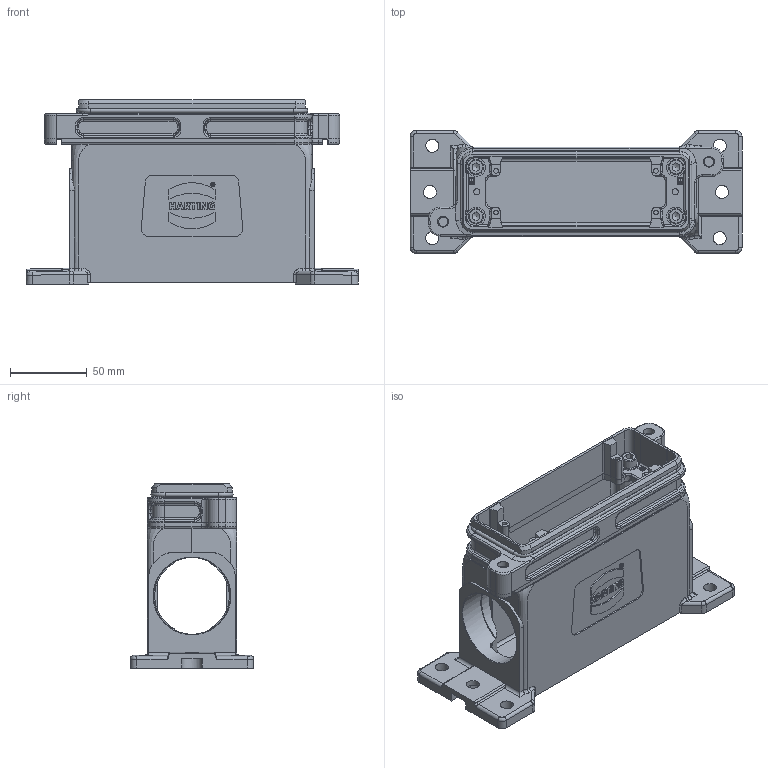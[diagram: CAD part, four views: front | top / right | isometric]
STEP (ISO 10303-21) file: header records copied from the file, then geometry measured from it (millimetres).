
FILE_DESCRIPTION(/* description */ (''),/* implementation_level */ '2;1');
FILE_NAME(/* name */ '100197421ugm000_f.stp',/* time_stamp */ '2022-03-11T15:49:32+01:00',/* author */ (''),/* organization */ (''),/* preprocessor_version */ 'ST-DEVELOPER v16.7',/* originating_system */ 'SIEMENS PLM Software NX 1911',/* authorisation */ '');
FILE_SCHEMA (('AUTOMOTIVE_DESIGN { 1 0 10303 214 3 1 1 1 }'));
Length unit declared in the file: millimetre
Products named in the file (1): 100197421ugm000_f
Bounding box: 216 x 80 x 119.9 mm (x, y, z)
Volume: 396369.9 mm3; surface area: 127947.7 mm2
Topology: 1 solids, 1 shells, 999 faces, 2574 edges, 1614 vertices
Faces by surface type: plane 519, cylinder 258, bspline 119, cone 61, torus 38, sphere 4
Full cylindrical faces by diameter (mm): 2.26 x1, 2.957 x1, 3 x4, 3.355 x2, 3.599 x2, 4 x2, 6 x2, 7.1 x2, 8.5 x6, 10 x4, 12 x4, 50 x2
Entity records: 42973 total; most frequent: CARTESIAN_POINT 12655, ORIENTED_EDGE 5002, DIRECTION 4545, EDGE_CURVE 2501, VERTEX_POINT 1591, AXIS2_PLACEMENT_3D 1522, LINE 1501, VECTOR 1501
